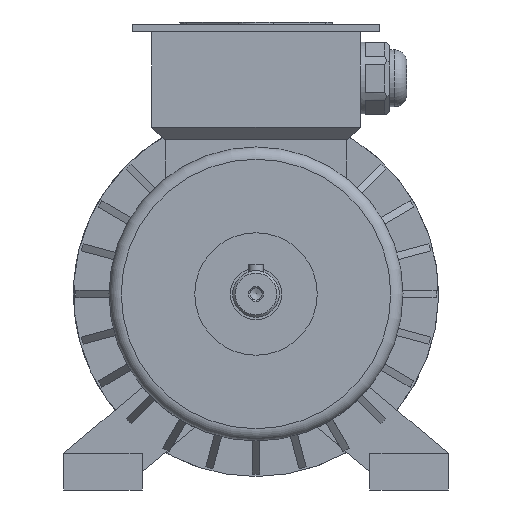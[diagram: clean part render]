
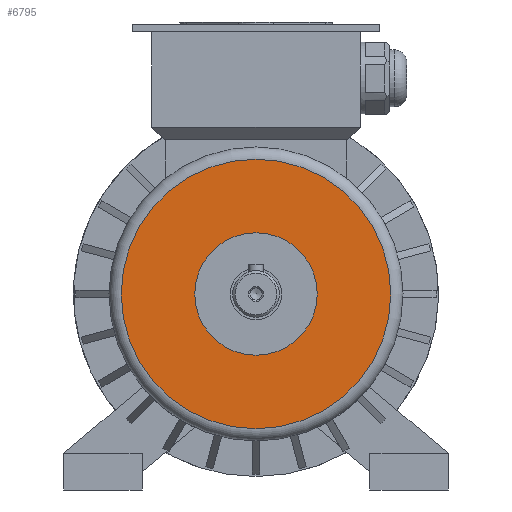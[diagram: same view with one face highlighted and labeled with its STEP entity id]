
A CAD part, front view. The second image highlights one B-rep face of the part: STEP entity #6795.
In plain terms, the highlighted planar face has unit normal (0, -1, 0).
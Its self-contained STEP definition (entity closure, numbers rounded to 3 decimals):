
#271=CIRCLE('',#7187,55.);
#272=CIRCLE('',#7188,25.);
#755=ORIENTED_EDGE('',*,*,#2147,.T.);
#756=ORIENTED_EDGE('',*,*,#2148,.T.);
#2147=EDGE_CURVE('',#2821,#2821,#271,.F.);
#2148=EDGE_CURVE('',#2822,#2822,#272,.T.);
#2821=VERTEX_POINT('',#9591);
#2822=VERTEX_POINT('',#9593);
#4047=EDGE_LOOP('',(#755));
#4048=EDGE_LOOP('',(#756));
#4367=FACE_BOUND('',#4047,.T.);
#4368=FACE_BOUND('',#4048,.T.);
#4676=PLANE('',#7186);
#6795=ADVANCED_FACE('',(#4367,#4368),#4676,.F.);
#7186=AXIS2_PLACEMENT_3D('',#9589,#8056,#8057);
#7187=AXIS2_PLACEMENT_3D('',#9590,#8058,#8059);
#7188=AXIS2_PLACEMENT_3D('',#9592,#8060,#8061);
#8056=DIRECTION('',(0.,1.,0.));
#8057=DIRECTION('',(0.,0.,1.));
#8058=DIRECTION('',(0.,1.,0.));
#8059=DIRECTION('',(0.,0.,1.));
#8060=DIRECTION('',(0.,1.,0.));
#8061=DIRECTION('',(1.,0.,0.));
#9589=CARTESIAN_POINT('',(0.,-19.,0.));
#9590=CARTESIAN_POINT('',(0.,-19.,0.));
#9591=CARTESIAN_POINT('',(0.,-19.,55.));
#9592=CARTESIAN_POINT('',(0.,-19.,0.));
#9593=CARTESIAN_POINT('',(25.,-19.,0.));
